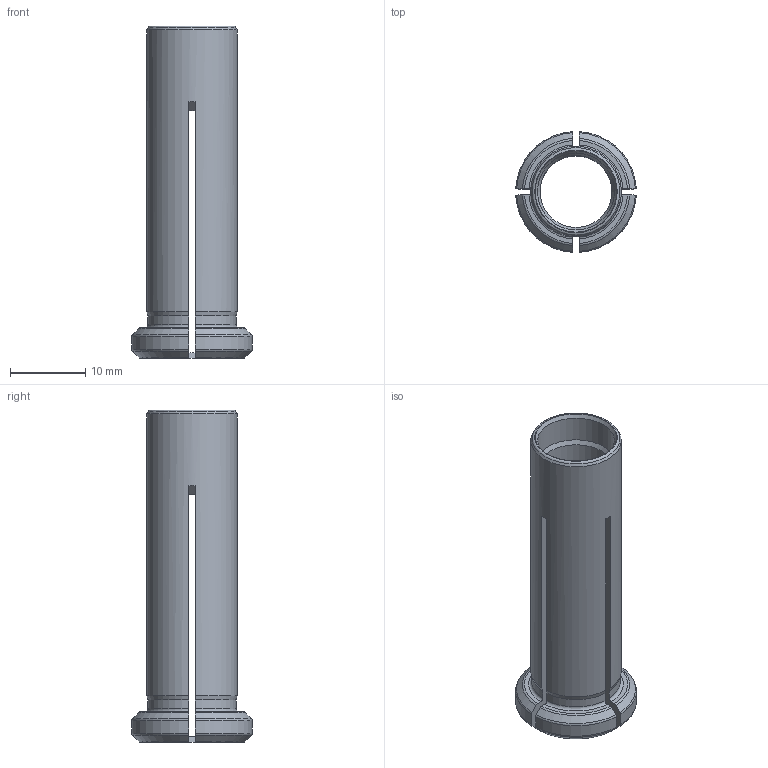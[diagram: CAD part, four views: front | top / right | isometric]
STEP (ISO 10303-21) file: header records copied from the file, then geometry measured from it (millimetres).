
FILE_DESCRIPTION(/* description */ (''),/* implementation_level */ '2;1');
FILE_NAME(/* name */ '191209521.stp',/* time_stamp */ '2021-09-17T10:45:17',/* author */ ('LRA'),/* organization */ ('REGO-FIX'),/* preprocessor_version */ ' Unknown',/* originating_system */ 'SIEMENS PLM Software Solid Edge ST10',/* authorization */ 'Unknown');
FILE_SCHEMA (('AUTOMOTIVE_DESIGN { 1 0 10303 214 2 1 1}'));
Length unit declared in the file: millimetre
Products named in the file (1): NOCUT
Bounding box: 15.98 x 15.98 x 44 mm (x, y, z)
Volume: 1931.8 mm3; surface area: 3374.9 mm2
Topology: 1 solids, 1 shells, 69 faces, 214 edges, 142 vertices
Faces by surface type: plane 22, torus 21, cone 15, cylinder 11
Full cylindrical faces by diameter (mm): 9.525 x1, 10.2 x1, 12 x1
Entity records: 2425 total; most frequent: CARTESIAN_POINT 601, ORIENTED_EDGE 400, DIRECTION 350, EDGE_CURVE 200, AXIS2_PLACEMENT_3D 141, VERTEX_POINT 136, EDGE_LOOP 82, FACE_BOUND 82
